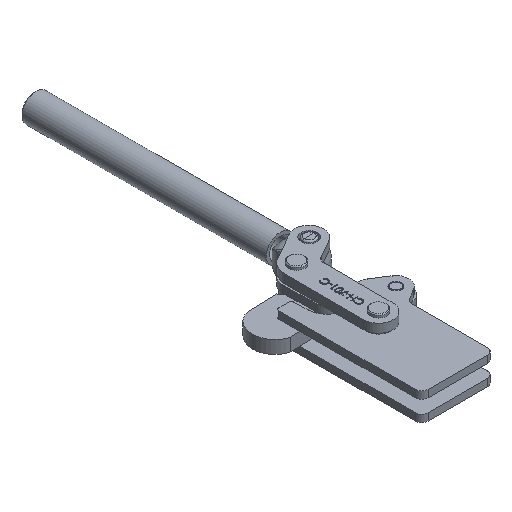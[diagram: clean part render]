
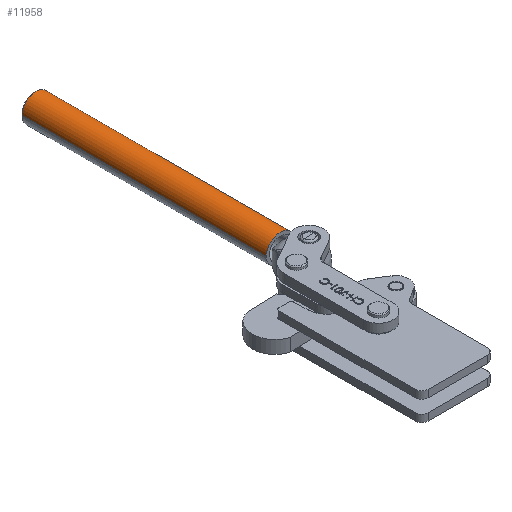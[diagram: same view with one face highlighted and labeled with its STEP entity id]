
A CAD part, isometric view. The second image highlights one B-rep face of the part: STEP entity #11958.
In plain terms, the highlighted cylindrical face has radius 8.65 mm (diameter 17.3 mm), a partial arc.
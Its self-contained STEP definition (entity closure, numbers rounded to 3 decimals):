
#2865 = VERTEX_POINT ( 'NONE', #68876 ) ;
#3582 = ORIENTED_EDGE ( 'NONE', *, *, #60468, .F. ) ;
#5909 = DIRECTION ( 'NONE',  ( 0., -1., 0. ) ) ;
#6784 = LINE ( 'NONE', #63794, #35876 ) ;
#8529 = DIRECTION ( 'NONE',  ( 0., 1., 0. ) ) ;
#11958 = ADVANCED_FACE ( 'NONE', ( #20510 ), #18650, .T. ) ;
#12447 = CARTESIAN_POINT ( 'NONE',  ( 30.275, -18., 0. ) ) ;
#18193 = ORIENTED_EDGE ( 'NONE', *, *, #75129, .F. ) ;
#18262 = DIRECTION ( 'NONE',  ( 0., 0., -1. ) ) ;
#18650 = CYLINDRICAL_SURFACE ( 'NONE', #57197, 8.65 ) ;
#18698 = ORIENTED_EDGE ( 'NONE', *, *, #65118, .T. ) ;
#20510 = FACE_OUTER_BOUND ( 'NONE', #26995, .T. ) ;
#25459 = LINE ( 'NONE', #46546, #71827 ) ;
#26416 = CARTESIAN_POINT ( 'NONE',  ( 30.275, -18., 0. ) ) ;
#26995 = EDGE_LOOP ( 'NONE', ( #18193, #3582, #18698, #42170 ) ) ;
#27707 = CARTESIAN_POINT ( 'NONE',  ( 30.275, -169.4, -8.65 ) ) ;
#28982 = DIRECTION ( 'NONE',  ( 0., -1., 0. ) ) ;
#29742 = EDGE_CURVE ( 'NONE', #61489, #46067, #70567, .T. ) ;
#30376 = CARTESIAN_POINT ( 'NONE',  ( 30.275, -18., 8.65 ) ) ;
#32288 = DIRECTION ( 'NONE',  ( 0., 0., 1. ) ) ;
#33655 = AXIS2_PLACEMENT_3D ( 'NONE', #43311, #8529, #49179 ) ;
#33720 = AXIS2_PLACEMENT_3D ( 'NONE', #26416, #67074, #32288 ) ;
#35876 = VECTOR ( 'NONE', #28982, 1000. ) ;
#42170 = ORIENTED_EDGE ( 'NONE', *, *, #29742, .T. ) ;
#43311 = CARTESIAN_POINT ( 'NONE',  ( 30.275, -169.4, 0. ) ) ;
#45738 = VERTEX_POINT ( 'NONE', #30376 ) ;
#46067 = VERTEX_POINT ( 'NONE', #57011 ) ;
#46546 = CARTESIAN_POINT ( 'NONE',  ( 30.275, -18., -8.65 ) ) ;
#49179 = DIRECTION ( 'NONE',  ( 0., 0., 1. ) ) ;
#53120 = DIRECTION ( 'NONE',  ( 0., -1., 0. ) ) ;
#57011 = CARTESIAN_POINT ( 'NONE',  ( 30.275, -169.4, 8.65 ) ) ;
#57197 = AXIS2_PLACEMENT_3D ( 'NONE', #12447, #53120, #18262 ) ;
#60468 = EDGE_CURVE ( 'NONE', #2865, #45738, #75115, .T. ) ;
#61489 = VERTEX_POINT ( 'NONE', #27707 ) ;
#63794 = CARTESIAN_POINT ( 'NONE',  ( 30.275, -18., 8.65 ) ) ;
#65118 = EDGE_CURVE ( 'NONE', #2865, #61489, #25459, .T. ) ;
#67074 = DIRECTION ( 'NONE',  ( 0., 1., 0. ) ) ;
#68876 = CARTESIAN_POINT ( 'NONE',  ( 30.275, -18., -8.65 ) ) ;
#70567 = CIRCLE ( 'NONE', #33655, 8.65 ) ;
#71827 = VECTOR ( 'NONE', #5909, 1000. ) ;
#75115 = CIRCLE ( 'NONE', #33720, 8.65 ) ;
#75129 = EDGE_CURVE ( 'NONE', #45738, #46067, #6784, .T. ) ;
